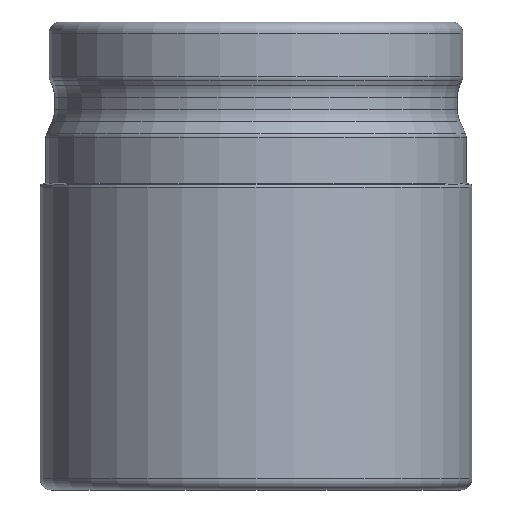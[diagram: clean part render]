
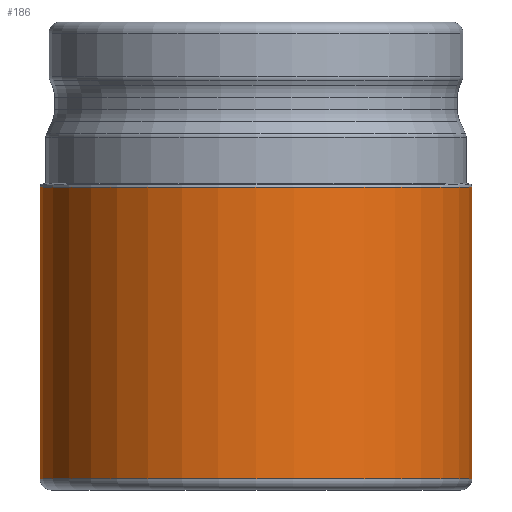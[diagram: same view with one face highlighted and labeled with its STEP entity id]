
A CAD part, front view. The second image highlights one B-rep face of the part: STEP entity #186.
In plain terms, the highlighted cylindrical face has radius 38.1 mm (diameter 76.2 mm), a partial arc.
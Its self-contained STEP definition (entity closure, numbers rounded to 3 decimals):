
#63=CYLINDRICAL_SURFACE('',#1983,38.1);
#186=ADVANCED_FACE('',(#310),#63,.T.);
#310=FACE_OUTER_BOUND('',#408,.T.);
#408=EDGE_LOOP('',(#629,#630,#631,#632));
#629=ORIENTED_EDGE('',*,*,#1246,.T.);
#630=ORIENTED_EDGE('',*,*,#1250,.T.);
#631=ORIENTED_EDGE('',*,*,#1252,.T.);
#632=ORIENTED_EDGE('',*,*,#1251,.F.);
#1045=VERTEX_POINT('',#3849);
#1046=VERTEX_POINT('',#3851);
#1047=VERTEX_POINT('',#3857);
#1048=VERTEX_POINT('',#3858);
#1246=EDGE_CURVE('',#1046,#1045,#1530,.T.);
#1250=EDGE_CURVE('',#1045,#1048,#1758,.T.);
#1251=EDGE_CURVE('',#1046,#1047,#1759,.T.);
#1252=EDGE_CURVE('',#1048,#1047,#1534,.T.);
#1530=CIRCLE('',#1975,38.1);
#1534=CIRCLE('',#1982,38.1);
#1758=LINE('',#3859,#1804);
#1759=LINE('',#3860,#1805);
#1804=VECTOR('',#2364,1.);
#1805=VECTOR('',#2365,1.);
#1975=AXIS2_PLACEMENT_3D('',#3850,#2352,#2353);
#1982=AXIS2_PLACEMENT_3D('',#3862,#2368,#2369);
#1983=AXIS2_PLACEMENT_3D('',#3863,#2370,#2371);
#2352=DIRECTION('',(0.,0.,1.));
#2353=DIRECTION('',(-1.,0.,0.));
#2364=DIRECTION('',(0.,0.,1.));
#2365=DIRECTION('',(0.,0.,1.));
#2368=DIRECTION('',(0.,0.,-1.));
#2369=DIRECTION('',(1.,0.,0.));
#2370=DIRECTION('',(0.,0.,-1.));
#2371=DIRECTION('',(-1.,0.,0.));
#3849=CARTESIAN_POINT('',(38.1,0.,-80.55));
#3850=CARTESIAN_POINT('',(0.,0.,-80.55));
#3851=CARTESIAN_POINT('',(-38.1,0.,-80.55));
#3857=CARTESIAN_POINT('',(-38.1,0.,-29.116));
#3858=CARTESIAN_POINT('',(38.1,0.,-29.116));
#3859=CARTESIAN_POINT('',(38.1,0.,-29.116));
#3860=CARTESIAN_POINT('',(-38.1,0.,-29.116));
#3862=CARTESIAN_POINT('',(0.,0.,-29.116));
#3863=CARTESIAN_POINT('',(0.,0.,-82.55));
